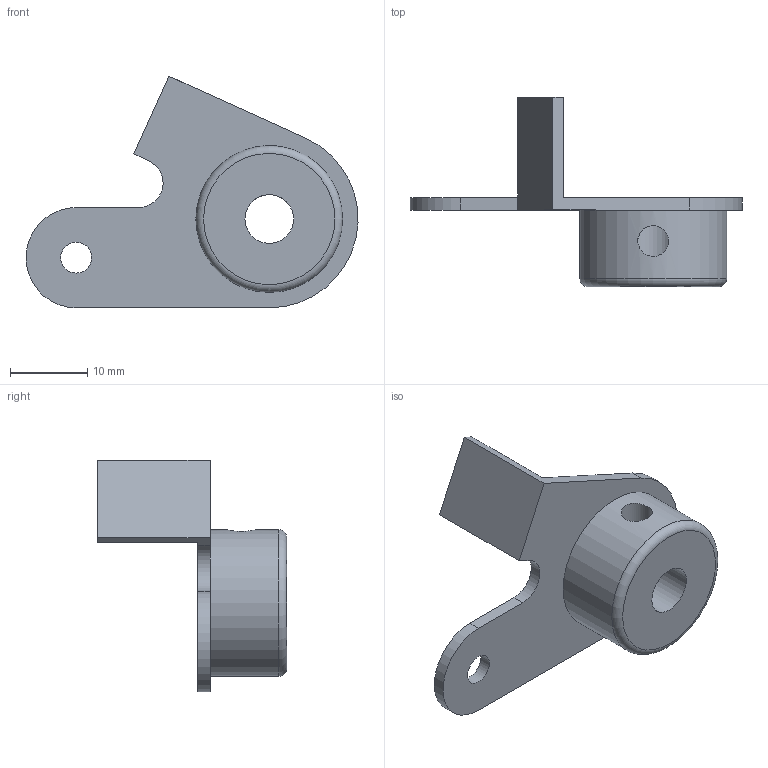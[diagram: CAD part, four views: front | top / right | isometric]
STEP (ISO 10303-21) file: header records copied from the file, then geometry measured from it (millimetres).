
FILE_DESCRIPTION(('HOOPS Exchange Step'),'2;1');
FILE_NAME('c071bfb07031e7966a42b9dca9d3118520220123-1-olireb.SLDPRT.step','2022-01-23T18:16:10+00:00',('root'),('Unknown organisation'),'HOOPS Exchange 2021.0','HOOPS Exchange','Unknown authorisation');
FILE_SCHEMA( ('AUTOMOTIVE_DESIGN { 1 0 10303 214 1 1 1 1 }') );
Length unit declared in the file: millimetre
Products named in the file (2): Défaut; c071bfb07031e7966a42b9dca9d3118520220123-1-olireb
Assembly tree (1 placements, depth 2):
  c071bfb07031e7966a42b9dca9d3118520220123-1-olireb
    Défaut
Bounding box: 42.99 x 24.5 x 30 mm (x, y, z)
Volume: 3858 mm3; surface area: 2944.8 mm2
Topology: 1 solids, 1 shells, 18 faces, 51 edges, 35 vertices
Faces by surface type: plane 10, cylinder 7, torus 1
Full cylindrical faces by diameter (mm): 4 x2, 6.3 x1, 19 x1
Entity records: 999 total; most frequent: CARTESIAN_POINT 458, DIRECTION 107, ORIENTED_EDGE 102, EDGE_CURVE 51, AXIS2_PLACEMENT_3D 39, VERTEX_POINT 35, VECTOR 29, LINE 29
